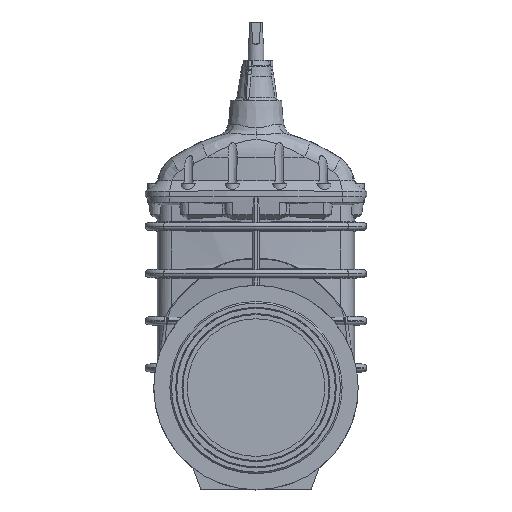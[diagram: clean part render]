
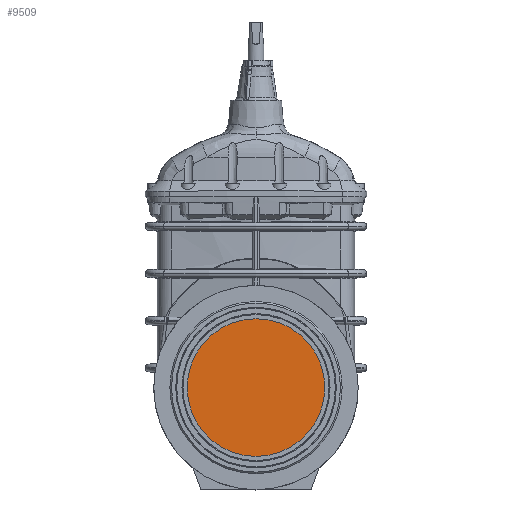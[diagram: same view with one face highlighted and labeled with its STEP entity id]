
A CAD part, top view. The second image highlights one B-rep face of the part: STEP entity #9509.
In plain terms, the highlighted planar face has unit normal (0, 0, 1).
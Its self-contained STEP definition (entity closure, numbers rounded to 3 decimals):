
#9509 = ADVANCED_FACE ( 'NONE', ( #19120 ), #17345, .F. ) ;
#12342 = EDGE_CURVE ( 'NONE', #27296, #27296, #26622, .T. ) ;
#12376 = AXIS2_PLACEMENT_3D ( 'NONE', #17344, #17348, #17349 ) ;
#17344 = CARTESIAN_POINT ( 'NONE',  ( 0., 0., 142. ) ) ;
#17345 = PLANE ( 'NONE',  #12376 ) ;
#17348 = DIRECTION ( 'NONE',  ( 0., 0., -1. ) ) ;
#17349 = DIRECTION ( 'NONE',  ( -1., 0., 0. ) ) ;
#19120 = FACE_OUTER_BOUND ( 'NONE', #30495, .T. ) ;
#19853 = CARTESIAN_POINT ( 'NONE',  ( 0., 0., 142. ) ) ;
#19854 = DIRECTION ( 'NONE',  ( 0., 0., -1. ) ) ;
#19855 = DIRECTION ( 'NONE',  ( -1., 0., 0. ) ) ;
#25424 = CARTESIAN_POINT ( 'NONE',  ( -175., 0., 142. ) ) ;
#26622 = CIRCLE ( 'NONE', #29365, 175. ) ;
#27296 = VERTEX_POINT ( 'NONE', #25424 ) ;
#29365 = AXIS2_PLACEMENT_3D ( 'NONE', #19853, #19854, #19855 ) ;
#30401 = ORIENTED_EDGE ( 'NONE', *, *, #12342, .F. ) ;
#30495 = EDGE_LOOP ( 'NONE', ( #30401 ) ) ;
